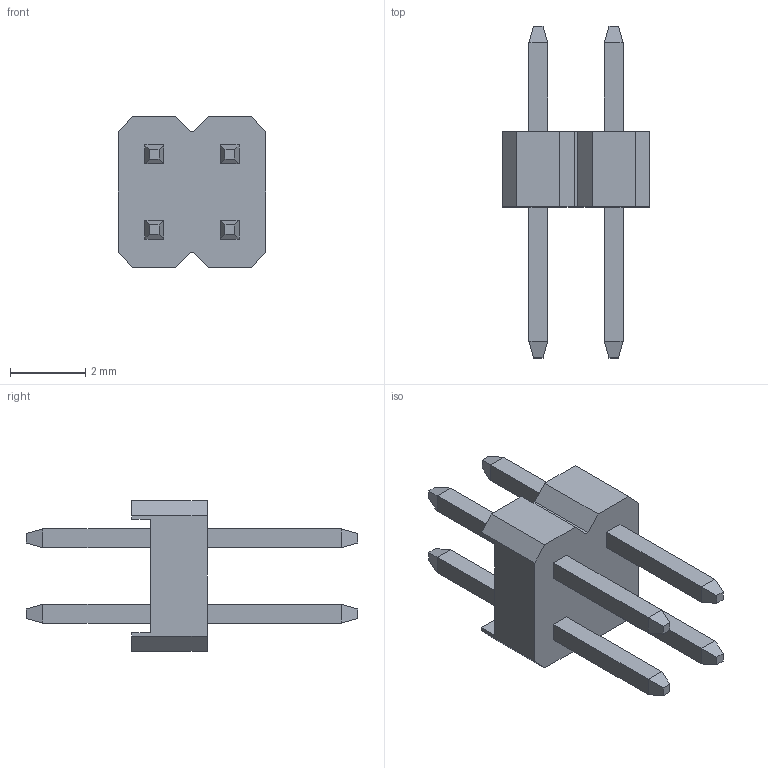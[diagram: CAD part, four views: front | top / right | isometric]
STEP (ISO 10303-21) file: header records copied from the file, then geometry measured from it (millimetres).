
FILE_DESCRIPTION(('STEP AP214'),'1');
FILE_NAME('pin_header_a-sl200-dg-g04d.stp','2015-05-06T14:14:43',('TraceParts'),('TraceParts S.A.'),'XStep 1.0',' ',' ');
FILE_SCHEMA(('automotive_design'));
Length unit declared in the file: millimetre
Products named in the file (1): 1
Bounding box: 3.9 x 8.8 x 4 mm (x, y, z)
Volume: 30.9 mm3; surface area: 117.2 mm2
Topology: 1 solids, 1 shells, 94 faces, 220 edges, 136 vertices
Faces by surface type: plane 94
Entity records: 5136 total; most frequent: CARTESIAN_POINT 451, STYLED_ITEM 450, PRESENTATION_STYLE_ASSIGNMENT 450, COLOUR_RGB 450, ORIENTED_EDGE 440, DIRECTION 410, EDGE_CURVE 220, CURVE_STYLE 220
